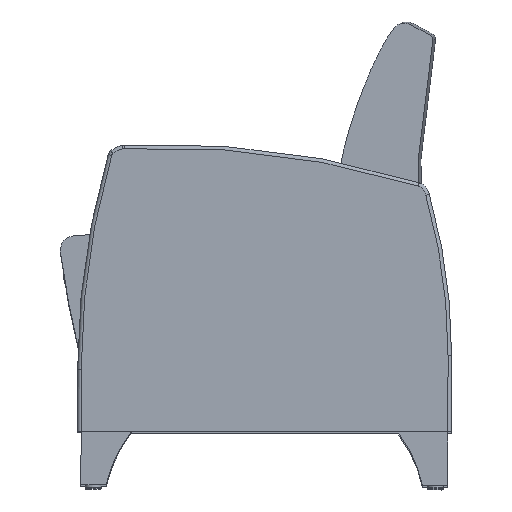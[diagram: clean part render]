
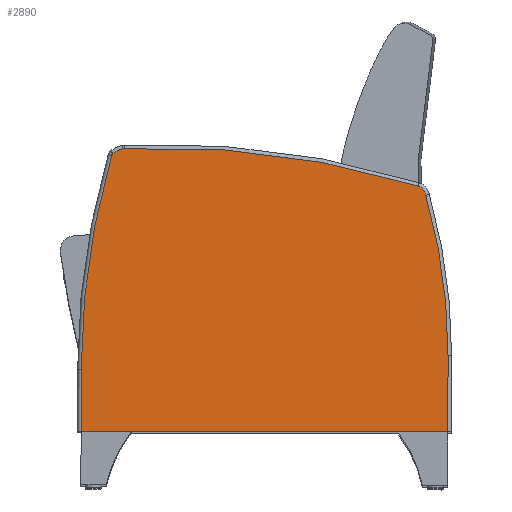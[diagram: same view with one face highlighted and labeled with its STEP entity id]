
A CAD part, top view. The second image highlights one B-rep face of the part: STEP entity #2890.
In plain terms, the highlighted planar face has unit normal (0, 0, 1).
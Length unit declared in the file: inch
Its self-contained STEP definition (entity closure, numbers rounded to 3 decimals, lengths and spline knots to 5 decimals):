
#351=PLANE('',#3242);
#507=FACE_OUTER_BOUND('',#689,.T.);
#689=EDGE_LOOP('',(#2439,#2440,#2441,#2442,#2443,#2444,#2445,#2446,#2447,
#2448));
#821=LINE('',#5668,#964);
#823=LINE('',#5714,#966);
#839=LINE('',#5838,#982);
#964=VECTOR('',#3764,0.3937);
#966=VECTOR('',#3802,0.3937);
#982=VECTOR('',#3904,0.3937);
#1113=CIRCLE('',#3173,0.25);
#1117=CIRCLE('',#3178,53.84447);
#1121=CIRCLE('',#3184,1.61874);
#1124=CIRCLE('',#3188,0.75);
#1127=CIRCLE('',#3192,59.75);
#1129=CIRCLE('',#3195,0.75);
#1132=CIRCLE('',#3200,40.58554);
#1353=VERTEX_POINT('',#5629);
#1354=VERTEX_POINT('',#5630);
#1358=VERTEX_POINT('',#5651);
#1360=VERTEX_POINT('',#5666);
#1361=VERTEX_POINT('',#5670);
#1363=VERTEX_POINT('',#5676);
#1365=VERTEX_POINT('',#5682);
#1368=VERTEX_POINT('',#5690);
#1369=VERTEX_POINT('',#5707);
#1372=VERTEX_POINT('',#5712);
#1695=EDGE_CURVE('',#1353,#1354,#1113,.T.);
#1701=EDGE_CURVE('',#1358,#1353,#1117,.T.);
#1704=EDGE_CURVE('',#1360,#1358,#821,.T.);
#1707=EDGE_CURVE('',#1354,#1361,#1121,.T.);
#1710=EDGE_CURVE('',#1361,#1363,#1124,.T.);
#1713=EDGE_CURVE('',#1363,#1365,#1127,.T.);
#1715=EDGE_CURVE('',#1365,#1368,#1129,.T.);
#1720=EDGE_CURVE('',#1372,#1369,#823,.T.);
#1721=EDGE_CURVE('',#1368,#1372,#1132,.T.);
#1762=EDGE_CURVE('',#1369,#1360,#839,.T.);
#2439=ORIENTED_EDGE('',*,*,#1704,.F.);
#2440=ORIENTED_EDGE('',*,*,#1762,.F.);
#2441=ORIENTED_EDGE('',*,*,#1720,.F.);
#2442=ORIENTED_EDGE('',*,*,#1721,.F.);
#2443=ORIENTED_EDGE('',*,*,#1715,.F.);
#2444=ORIENTED_EDGE('',*,*,#1713,.F.);
#2445=ORIENTED_EDGE('',*,*,#1710,.F.);
#2446=ORIENTED_EDGE('',*,*,#1707,.F.);
#2447=ORIENTED_EDGE('',*,*,#1695,.F.);
#2448=ORIENTED_EDGE('',*,*,#1701,.F.);
#2890=ADVANCED_FACE('',(#507),#351,.T.);
#3173=AXIS2_PLACEMENT_3D('',#5631,#3747,#3748);
#3178=AXIS2_PLACEMENT_3D('',#5662,#3757,#3758);
#3184=AXIS2_PLACEMENT_3D('',#5674,#3771,#3772);
#3188=AXIS2_PLACEMENT_3D('',#5680,#3779,#3780);
#3192=AXIS2_PLACEMENT_3D('',#5686,#3787,#3788);
#3195=AXIS2_PLACEMENT_3D('',#5691,#3793,#3794);
#3200=AXIS2_PLACEMENT_3D('',#5716,#3805,#3806);
#3242=AXIS2_PLACEMENT_3D('',#5839,#3905,#3906);
#3747=DIRECTION('center_axis',(0.,0.,-1.));
#3748=DIRECTION('ref_axis',(-0.844,0.537,0.));
#3757=DIRECTION('center_axis',(0.,0.,-1.));
#3758=DIRECTION('ref_axis',(-0.99,0.14,0.));
#3764=DIRECTION('',(0.,1.,0.));
#3771=DIRECTION('center_axis',(0.,0.,-1.));
#3772=DIRECTION('ref_axis',(-0.425,0.905,0.));
#3779=DIRECTION('center_axis',(0.,0.,-1.));
#3780=DIRECTION('ref_axis',(-0.128,0.992,0.));
#3787=DIRECTION('center_axis',(0.,0.,-1.));
#3788=DIRECTION('ref_axis',(0.124,0.992,0.));
#3793=DIRECTION('center_axis',(0.,0.,-1.));
#3794=DIRECTION('ref_axis',(0.761,0.649,0.));
#3802=DIRECTION('',(0.,-1.,0.));
#3805=DIRECTION('center_axis',(0.,0.,-1.));
#3806=DIRECTION('ref_axis',(0.99,0.139,0.));
#3904=DIRECTION('',(-1.,0.,0.));
#3905=DIRECTION('center_axis',(0.,0.,1.));
#3906=DIRECTION('ref_axis',(1.,0.,0.));
#5629=CARTESIAN_POINT('',(-12.3965,20.65936,2.75));
#5630=CARTESIAN_POINT('',(-12.30759,20.8021,2.75));
#5631=CARTESIAN_POINT('Origin',(-12.15221,20.60625,2.75));
#5651=CARTESIAN_POINT('',(-14.50196,5.72409,2.75));
#5662=CARTESIAN_POINT('Origin',(39.34251,5.74957,2.75));
#5666=CARTESIAN_POINT('',(-14.50196,1.38751,2.75));
#5668=CARTESIAN_POINT('',(-14.50196,5.41302,2.75));
#5670=CARTESIAN_POINT('',(-11.63546,21.11791,2.75));
#5674=CARTESIAN_POINT('Origin',(-11.3015,19.534,2.75));
#5676=CARTESIAN_POINT('',(-11.51791,21.13312,2.75));
#5680=CARTESIAN_POINT('Origin',(-11.48073,20.38404,2.75));
#5682=CARTESIAN_POINT('',(9.03893,18.55741,2.75));
#5686=CARTESIAN_POINT('Origin',(-8.55543,-38.54339,2.75));
#5690=CARTESIAN_POINT('',(9.56287,17.92892,2.75));
#5691=CARTESIAN_POINT('Origin',(8.81808,17.84066,2.75));
#5707=CARTESIAN_POINT('',(11.14024,1.38751,2.75));
#5712=CARTESIAN_POINT('',(11.14024,6.72403,2.75));
#5714=CARTESIAN_POINT('',(11.14024,8.58129,2.75));
#5716=CARTESIAN_POINT('Origin',(-29.4453,6.72403,2.75));
#5838=CARTESIAN_POINT('',(12.28079,1.38751,2.75));
#5839=CARTESIAN_POINT('Origin',(-1.61059,10.43854,2.75));
